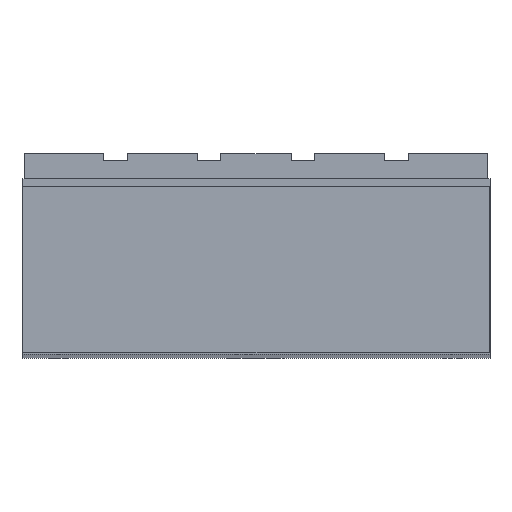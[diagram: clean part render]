
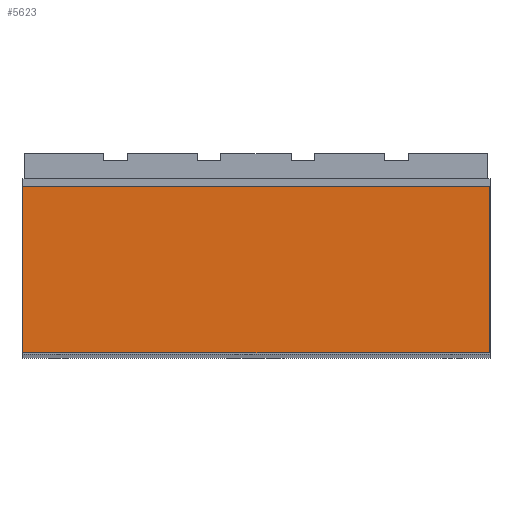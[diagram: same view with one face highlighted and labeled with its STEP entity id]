
A CAD part, top view. The second image highlights one B-rep face of the part: STEP entity #5623.
In plain terms, the highlighted planar face has unit normal (0, 0, 1).
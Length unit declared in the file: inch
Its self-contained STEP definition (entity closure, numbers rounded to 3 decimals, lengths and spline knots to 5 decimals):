
#242 = EDGE_CURVE ( 'NONE', #4621, #6493, #7398, .T. ) ;
#659 = VECTOR ( 'NONE', #4920, 39.37008 ) ;
#883 = ORIENTED_EDGE ( 'NONE', *, *, #5788, .F. ) ;
#1007 = CARTESIAN_POINT ( 'NONE',  ( -1.96, 1.40748, 9.83879 ) ) ;
#1125 = VERTEX_POINT ( 'NONE', #1007 ) ;
#1235 = DIRECTION ( 'NONE',  ( 0., -1., 0. ) ) ;
#1418 = CARTESIAN_POINT ( 'NONE',  ( -1.96, 0.01248, 9.83879 ) ) ;
#2004 = AXIS2_PLACEMENT_3D ( 'NONE', #2387, #4267, #6844 ) ;
#2387 = CARTESIAN_POINT ( 'NONE',  ( 1.96, 1.40748, 9.83879 ) ) ;
#2492 = DIRECTION ( 'NONE',  ( -1., 0., 0. ) ) ;
#2558 = PLANE ( 'NONE',  #2004 ) ;
#2782 = ORIENTED_EDGE ( 'NONE', *, *, #6304, .F. ) ;
#3585 = VECTOR ( 'NONE', #1235, 39.37008 ) ;
#3723 = CARTESIAN_POINT ( 'NONE',  ( 1.96, 1.40748, 9.83879 ) ) ;
#4267 = DIRECTION ( 'NONE',  ( 0., 0., 1. ) ) ;
#4378 = LINE ( 'NONE', #6953, #3585 ) ;
#4571 = LINE ( 'NONE', #7173, #7841 ) ;
#4621 = VERTEX_POINT ( 'NONE', #7385 ) ;
#4920 = DIRECTION ( 'NONE',  ( 0., 1., 0. ) ) ;
#5019 = FACE_OUTER_BOUND ( 'NONE', #8224, .T. ) ;
#5082 = ORIENTED_EDGE ( 'NONE', *, *, #7265, .F. ) ;
#5135 = VERTEX_POINT ( 'NONE', #3723 ) ;
#5313 = LINE ( 'NONE', #5353, #659 ) ;
#5353 = CARTESIAN_POINT ( 'NONE',  ( -1.96, 0.01248, 9.83879 ) ) ;
#5531 = ORIENTED_EDGE ( 'NONE', *, *, #242, .F. ) ;
#5623 = ADVANCED_FACE ( 'NONE', ( #5019 ), #2558, .T. ) ;
#5788 = EDGE_CURVE ( 'NONE', #6493, #1125, #5313, .T. ) ;
#6304 = EDGE_CURVE ( 'NONE', #1125, #5135, #4571, .T. ) ;
#6493 = VERTEX_POINT ( 'NONE', #1418 ) ;
#6844 = DIRECTION ( 'NONE',  ( 1., 0., 0. ) ) ;
#6953 = CARTESIAN_POINT ( 'NONE',  ( 1.96, 0.01248, 9.83879 ) ) ;
#7133 = DIRECTION ( 'NONE',  ( 1., 0., 0. ) ) ;
#7173 = CARTESIAN_POINT ( 'NONE',  ( 1.96, 1.40748, 9.83879 ) ) ;
#7265 = EDGE_CURVE ( 'NONE', #5135, #4621, #4378, .T. ) ;
#7385 = CARTESIAN_POINT ( 'NONE',  ( 1.96, 0.01248, 9.83879 ) ) ;
#7398 = LINE ( 'NONE', #8191, #7817 ) ;
#7817 = VECTOR ( 'NONE', #2492, 39.37008 ) ;
#7841 = VECTOR ( 'NONE', #7133, 39.37008 ) ;
#8191 = CARTESIAN_POINT ( 'NONE',  ( 1.96, 0.01248, 9.83879 ) ) ;
#8224 = EDGE_LOOP ( 'NONE', ( #5082, #2782, #883, #5531 ) ) ;
